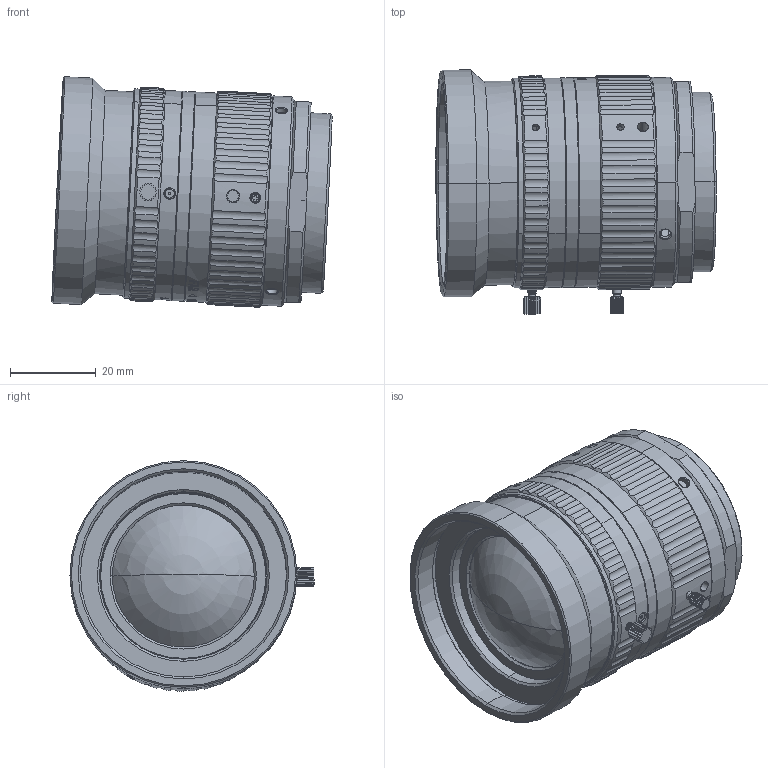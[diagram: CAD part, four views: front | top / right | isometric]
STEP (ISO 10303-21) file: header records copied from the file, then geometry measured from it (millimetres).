
FILE_DESCRIPTION((''),'2;1');
FILE_NAME('200_ASM','2022-05-23T',('Administrator'),(''),'PRO/ENGINEER BY PARAMETRIC TECHNOLOGY CORPORATION, 2010020','PRO/ENGINEER BY PARAMETRIC TECHNOLOGY CORPORATION, 2010020','');
FILE_SCHEMA(('AUTOMOTIVE_DESIGN_CC2 { 1 2 10303 214 -1 1 5 2 }'));
Products named in the file (58): 501_AF0; 305_AF0; 513_AF0; 601_AF0; 302_AF0; 512_AF0; 301_AF0; 511_AF0; 510_AF0; 602_AF0; 514_AF0; 201_AF0_ASM; 506_AF0; 505_AF0; 504_AF0; 507_AF0; 508_AF0; 06-2001A-509_AF0; 520_AF0; 502_AF0; 309_AF0; 516_AF0; 308_AF0; 515_AF0; 202_AF0_ASM; 503_AF0; 310_AF0; 517_AF0; 203_AF0_ASM; 175_AF0; 531_AF0; LS2502A-532_AF0; M14402001_AF0; M14402001_AF1; M14402001_AF2; M14402001_AF3; M14402001_AF4; M14402001_AF5; FA3505A-522_AF0; FA3505A-522_AF1 ...
Assembly tree (57 placements, depth 3):
  200_ASM
    201_AF0_ASM
      501_AF0
      305_AF0
      513_AF0
      601_AF0
      302_AF0
      512_AF0
      301_AF0
      511_AF0
      510_AF0
      602_AF0
      514_AF0
    506_AF0
    505_AF0
    504_AF0
    507_AF0
    508_AF0
    06-2001A-509_AF0
    520_AF0
    202_AF0_ASM
      502_AF0
      309_AF0
      516_AF0
      308_AF0
      515_AF0
    203_AF0_ASM
      503_AF0
      310_AF0
      517_AF0
    175_AF0
    531_AF0
    LS2502A-532_AF0
    M14402001_AF0
    M14402001_AF1
    M14402001_AF2
    M14402001_AF3
    M14402001_AF4
    M14402001_AF5
    FA3505A-522_AF0
    FA3505A-522_AF1
    FA3505A-522_AF2
    M14702001_AF0
    M14702001_AF1
    M14702001_AF2
    FA3505A-522_AF3
    FA3505A-522_AF4
    FA3505A-522_AF5
    M14702001_AF3
    M14702001_AF4
    M14702001_AF5
    FA3505A-522_AF6
    FA3505A-522_AF7
    FA3505A-522_AF8
    M14702001_AF6
    M14702001_AF7
    M14702001_AF8
    06-2001B-519_AF0
Bounding box: 65.5 x 57.05 x 53.88 mm (x, y, z)
Volume: 16962.2 mm3; surface area: 31203.6 mm2
Topology: 23 solids, 23 shells, 1780 faces, 4834 edges, 3151 vertices
Faces by surface type: plane 593, extrusion 564, cylinder 408, cone 197, bspline 12, sphere 4, torus 2
Entity records: 81033 total; most frequent: CARTESIAN_POINT 22338, ORIENTED_EDGE 9652, DIRECTION 7285, PRESENTATION_STYLE_ASSIGNMENT 4889, STYLED_ITEM 4849, CURVE_STYLE 4826, EDGE_CURVE 4826, VERTEX_POINT 3151
